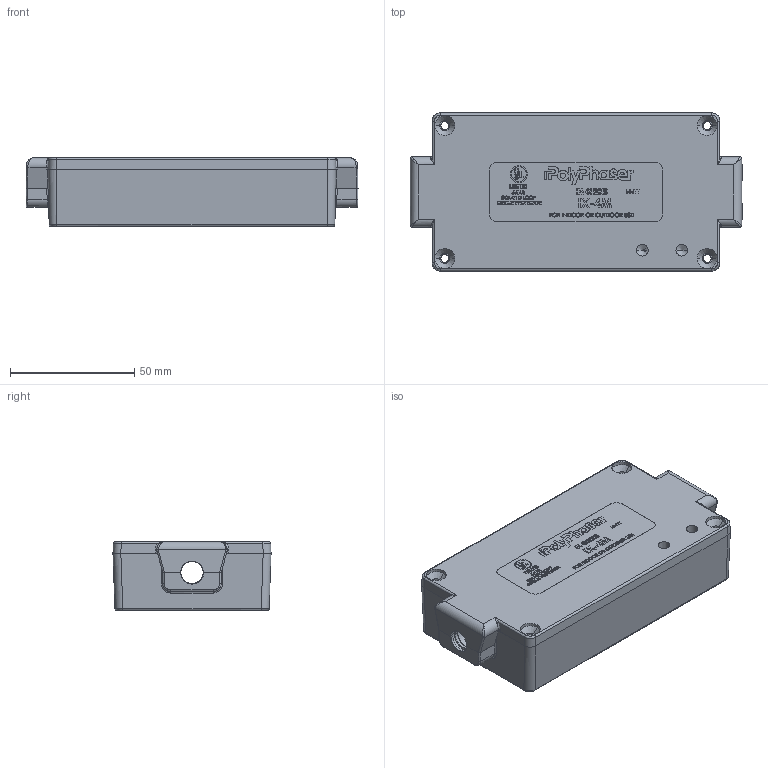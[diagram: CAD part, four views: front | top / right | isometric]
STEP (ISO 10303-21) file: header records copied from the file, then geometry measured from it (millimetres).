
FILE_DESCRIPTION (( 'STEP AP214' ), '1' );
FILE_NAME ('IX-4M.STEP', '2019-07-30T16:08:09', ( '' ), ( '' ), 'SwSTEP 2.0', 'SolidWorks 2019', '' );
FILE_SCHEMA (( 'AUTOMOTIVE_DESIGN' ));
Length unit declared in the file: inch
Products named in the file (14): 5331-0013-01; 5331-0012-01; IX-4M; 7020-2678; 5331-0013; 9500-0041; 7040-0109; 7020-3018; 5331-0012
Assembly tree (8 placements, depth 4):
  IX-4M
    5331-0012-01
      5331-0012
    9500-0041
      5331-0013-01
        5331-0013
      7040-0109
    7020-2678
    7020-3018
  7020-2678
  5331-0013
  7020-3018
  7040-0109
Bounding box: 133.35 x 63.5 x 27.67 mm (x, y, z)
Volume: 85261.9 mm3; surface area: 65131.9 mm2
Topology: 5 solids, 5 shells, 5222 faces, 14136 edges, 9295 vertices
Faces by surface type: plane 4032, bspline 759, cylinder 391, cone 40
Entity records: 218548 total; most frequent: CARTESIAN_POINT 77515, ORIENTED_EDGE 28196, DIRECTION 22145, EDGE_CURVE 14098, VECTOR 11795, LINE 11795, VERTEX_POINT 9295, EDGE_LOOP 5653
